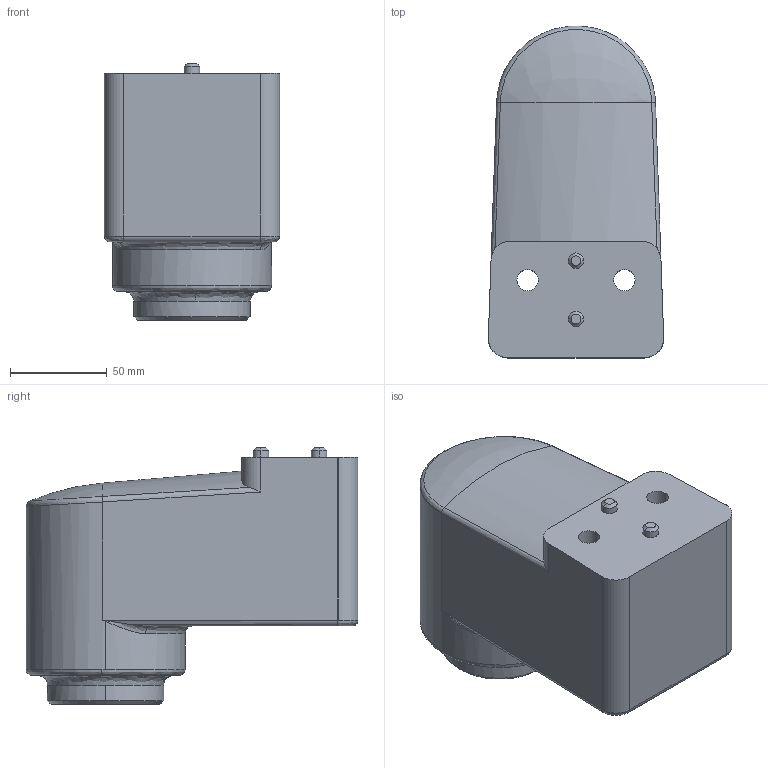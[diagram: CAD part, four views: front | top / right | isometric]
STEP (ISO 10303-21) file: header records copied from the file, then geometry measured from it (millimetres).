
FILE_DESCRIPTION (( 'STEP AP203' ), '1' );
FILE_NAME ('MS001-B.03.019JS.1.1 勀砃褐戚ヶ盓傅翐.step', '2021-08-27T10:51:29', ( 'Windows User' ), ( 'P R C' ), 'SwSTEP 2.0', 'SolidWorks 2016', '' );
FILE_SCHEMA (( 'CONFIG_CONTROL_DESIGN' ));
Length unit declared in the file: millimetre
Products named in the file (1): MS001-B.03.019JS.1.1 勀砃褐戚ヶ盓傅翐
Bounding box: 90.43 x 171.11 x 132.5 mm (x, y, z)
Volume: 1220829.9 mm3; surface area: 82454.3 mm2
Topology: 1 solids, 1 shells, 63 faces, 150 edges, 93 vertices
Faces by surface type: cylinder 27, bspline 16, plane 12, cone 8
Entity records: 3310 total; most frequent: CARTESIAN_POINT 1866, ORIENTED_EDGE 296, DIRECTION 270, EDGE_CURVE 148, AXIS2_PLACEMENT_3D 111, VERTEX_POINT 93, EDGE_LOOP 73, ADVANCED_FACE 63
